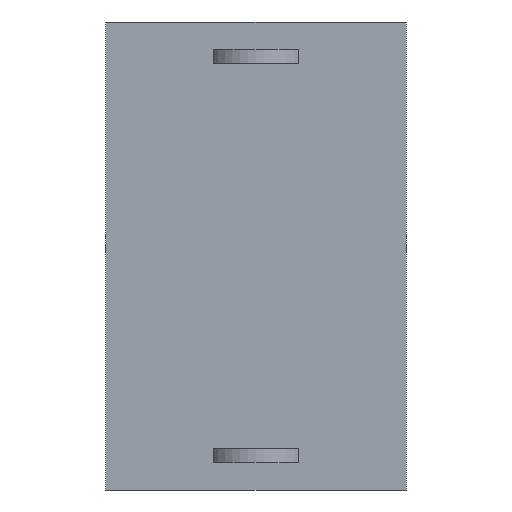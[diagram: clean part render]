
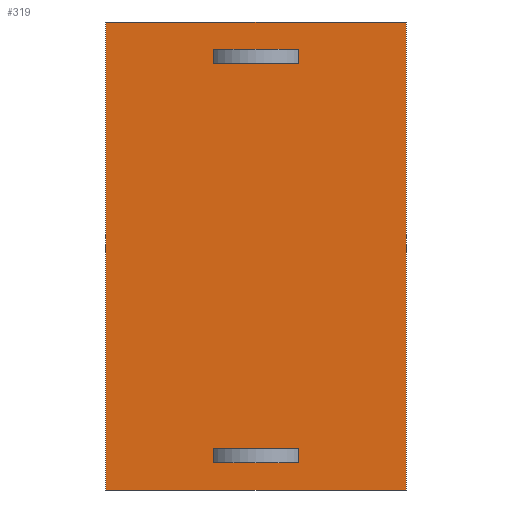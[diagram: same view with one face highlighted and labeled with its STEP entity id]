
A CAD part, front view. The second image highlights one B-rep face of the part: STEP entity #319.
In plain terms, the highlighted planar face has unit normal (0, -1, 0).
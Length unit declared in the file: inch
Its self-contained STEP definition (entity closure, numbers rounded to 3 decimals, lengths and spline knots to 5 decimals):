
#14=LINE($,#449,#46);
#18=LINE($,#456,#50);
#21=LINE($,#464,#53);
#22=LINE($,#466,#54);
#24=LINE($,#479,#56);
#28=LINE($,#486,#60);
#31=LINE($,#494,#63);
#32=LINE($,#496,#64);
#35=LINE($,#504,#67);
#39=LINE($,#511,#71);
#42=LINE($,#517,#74);
#44=LINE($,#520,#76);
#46=VECTOR($,#363,0.189);
#50=VECTOR($,#369,0.031);
#53=VECTOR($,#378,0.031);
#54=VECTOR($,#381,0.189);
#56=VECTOR($,#393,0.189);
#60=VECTOR($,#399,0.031);
#63=VECTOR($,#408,0.031);
#64=VECTOR($,#411,0.189);
#67=VECTOR($,#416,1.034);
#71=VECTOR($,#422,0.664);
#74=VECTOR($,#427,1.034);
#76=VECTOR($,#431,0.664);
#89=PLANE($,#348);
#101=FACE_BOUND($,#139,.T.);
#102=FACE_BOUND($,#140,.T.);
#103=FACE_BOUND($,#141,.T.);
#139=EDGE_LOOP($,(#283,#284,#285,#286));
#140=EDGE_LOOP($,(#287,#288,#289,#290));
#141=EDGE_LOOP($,(#291,#292,#293,#294));
#155=VERTEX_POINT($,#446);
#156=VERTEX_POINT($,#448);
#157=VERTEX_POINT($,#452);
#160=VERTEX_POINT($,#462);
#165=VERTEX_POINT($,#476);
#166=VERTEX_POINT($,#478);
#167=VERTEX_POINT($,#482);
#170=VERTEX_POINT($,#492);
#173=VERTEX_POINT($,#501);
#174=VERTEX_POINT($,#503);
#176=VERTEX_POINT($,#509);
#178=VERTEX_POINT($,#515);
#183=EDGE_CURVE($,#156,#155,#14,.T.);
#187=EDGE_CURVE($,#157,#156,#18,.T.);
#191=EDGE_CURVE($,#155,#160,#21,.T.);
#192=EDGE_CURVE($,#160,#157,#22,.T.);
#197=EDGE_CURVE($,#166,#165,#24,.T.);
#201=EDGE_CURVE($,#167,#166,#28,.T.);
#205=EDGE_CURVE($,#165,#170,#31,.T.);
#206=EDGE_CURVE($,#170,#167,#32,.T.);
#209=EDGE_CURVE($,#173,#174,#35,.T.);
#213=EDGE_CURVE($,#176,#173,#39,.T.);
#216=EDGE_CURVE($,#178,#176,#42,.T.);
#218=EDGE_CURVE($,#174,#178,#44,.T.);
#283=ORIENTED_EDGE($,*,*,#183,.T.);
#284=ORIENTED_EDGE($,*,*,#191,.T.);
#285=ORIENTED_EDGE($,*,*,#192,.T.);
#286=ORIENTED_EDGE($,*,*,#187,.T.);
#287=ORIENTED_EDGE($,*,*,#197,.T.);
#288=ORIENTED_EDGE($,*,*,#205,.T.);
#289=ORIENTED_EDGE($,*,*,#206,.T.);
#290=ORIENTED_EDGE($,*,*,#201,.T.);
#291=ORIENTED_EDGE($,*,*,#218,.F.);
#292=ORIENTED_EDGE($,*,*,#209,.F.);
#293=ORIENTED_EDGE($,*,*,#213,.F.);
#294=ORIENTED_EDGE($,*,*,#216,.F.);
#319=ADVANCED_FACE($,(#101,#102,#103),#89,.F.);
#348=AXIS2_PLACEMENT_3D($,#521,#432,#433);
#363=DIRECTION($,(-1.,0.,0.));
#369=DIRECTION($,(0.,0.,-1.));
#378=DIRECTION($,(0.,0.,1.));
#381=DIRECTION($,(1.,0.,0.));
#393=DIRECTION($,(-1.,0.,0.));
#399=DIRECTION($,(0.,0.,-1.));
#408=DIRECTION($,(0.,0.,1.));
#411=DIRECTION($,(1.,0.,0.));
#416=DIRECTION($,(0.,0.,1.));
#422=DIRECTION($,(-1.,0.,0.));
#427=DIRECTION($,(0.,0.,-1.));
#431=DIRECTION($,(1.,0.,0.));
#432=DIRECTION('center_axis',(0.,1.,0.));
#433=DIRECTION('ref_axis',(0.,0.,1.));
#446=CARTESIAN_POINT('',(-0.0945,0.05,0.4255));
#448=CARTESIAN_POINT('',(0.0945,0.05,0.4255));
#449=CARTESIAN_POINT($,(0.,0.05,0.4255));
#452=CARTESIAN_POINT('',(0.0945,0.05,0.4565));
#456=CARTESIAN_POINT($,(0.0945,0.05,0.2205));
#462=CARTESIAN_POINT('',(-0.0945,0.05,0.4565));
#464=CARTESIAN_POINT($,(-0.0945,0.05,0.2205));
#466=CARTESIAN_POINT($,(0.,0.05,0.4565));
#476=CARTESIAN_POINT('',(-0.0945,0.05,-0.4565));
#478=CARTESIAN_POINT('',(0.0945,0.05,-0.4565));
#479=CARTESIAN_POINT($,(0.,0.05,-0.4565));
#482=CARTESIAN_POINT('',(0.0945,0.05,-0.4255));
#486=CARTESIAN_POINT($,(0.0945,0.05,-0.2205));
#492=CARTESIAN_POINT('',(-0.0945,0.05,-0.4255));
#494=CARTESIAN_POINT($,(-0.0945,0.05,-0.2205));
#496=CARTESIAN_POINT($,(0.,0.05,-0.4255));
#501=CARTESIAN_POINT('',(-0.332,0.05,-0.517));
#503=CARTESIAN_POINT('',(-0.332,0.05,0.517));
#504=CARTESIAN_POINT($,(-0.332,0.05,-0.517));
#509=CARTESIAN_POINT('',(0.332,0.05,-0.517));
#511=CARTESIAN_POINT($,(0.332,0.05,-0.517));
#515=CARTESIAN_POINT('',(0.332,0.05,0.517));
#517=CARTESIAN_POINT($,(0.332,0.05,0.517));
#520=CARTESIAN_POINT($,(-0.332,0.05,0.517));
#521=CARTESIAN_POINT('Origin',(0.,0.05,0.));
